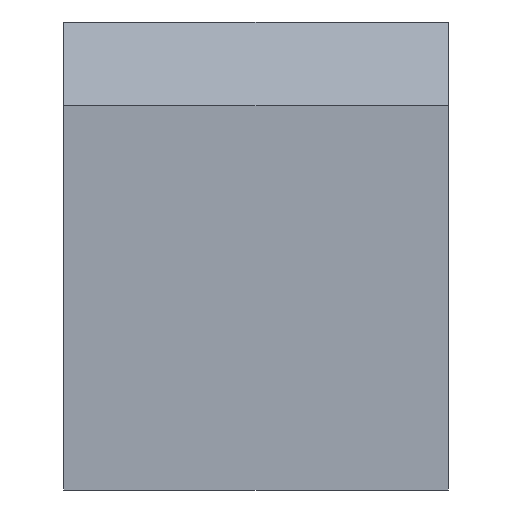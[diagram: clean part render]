
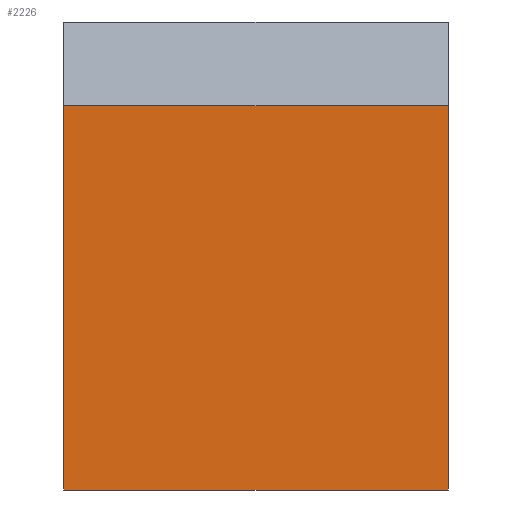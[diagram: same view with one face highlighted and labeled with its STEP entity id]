
A CAD part, front view. The second image highlights one B-rep face of the part: STEP entity #2226.
In plain terms, the highlighted planar face has unit normal (0, -1, 0).
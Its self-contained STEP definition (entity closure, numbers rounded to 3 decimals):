
#2157=CARTESIAN_POINT('',(10.669,-100.,-12.0));
#2158=VERTEX_POINT('',#2157);
#2174=CARTESIAN_POINT('',(10.669,-100.,0.0));
#2175=VERTEX_POINT('',#2174);
#2182=CARTESIAN_POINT('',(10.669,-100.,0.0));
#2183=DIRECTION('',(0.0,0.0,-1.0));
#2184=VECTOR('',#2183,1.0);
#2185=LINE('',#2182,#2184);
#2186=EDGE_CURVE('n� 5009',#2175,#2158,#2185,.T.);
#2196=CARTESIAN_POINT('',(-1.331,-100.,0.0));
#2197=VERTEX_POINT('',#2196);
#2198=CARTESIAN_POINT('',(-1.331,-100.,-12.0));
#2199=VERTEX_POINT('',#2198);
#2200=CARTESIAN_POINT('',(-1.331,-100.,0.0));
#2201=DIRECTION('',(0.0,0.0,-1.0));
#2202=VECTOR('',#2201,1.0);
#2203=LINE('',#2200,#2202);
#2204=EDGE_CURVE('n� 5020',#2197,#2199,#2203,.T.);
#2205=ORIENTED_EDGE('',*,*,#2204,.T.);
#2206=CARTESIAN_POINT('',(10.669,-100.,-12.0));
#2207=DIRECTION('',(-1.0,0.0,0.0));
#2208=VECTOR('',#2207,1.0);
#2209=LINE('',#2206,#2208);
#2210=EDGE_CURVE('n� 5024',#2158,#2199,#2209,.T.);
#2211=ORIENTED_EDGE('',*,*,#2210,.F.);
#2212=ORIENTED_EDGE('',*,*,#2186,.F.);
#2213=CARTESIAN_POINT('',(10.669,-100.,0.0));
#2214=DIRECTION('',(-1.0,0.0,0.0));
#2215=VECTOR('',#2214,1.0);
#2216=LINE('',#2213,#2215);
#2217=EDGE_CURVE('n� 5030',#2175,#2197,#2216,.T.);
#2218=ORIENTED_EDGE('',*,*,#2217,.T.);
#2219=EDGE_LOOP('',(#2205,#2211,#2212,#2218));
#2220=FACE_OUTER_BOUND('',#2219,.T.);
#2221=CARTESIAN_POINT('',(11.269,-100.,-12.6));
#2222=DIRECTION('',(0.0,1.0,0.0));
#2223=DIRECTION('',(-1.0,0.0,0.0));
#2224=AXIS2_PLACEMENT_3D('',#2221,#2222,#2223);
#2225=PLANE('',#2224);
#2226=ADVANCED_FACE('n� 5011',(#2220),#2225,.F.);
